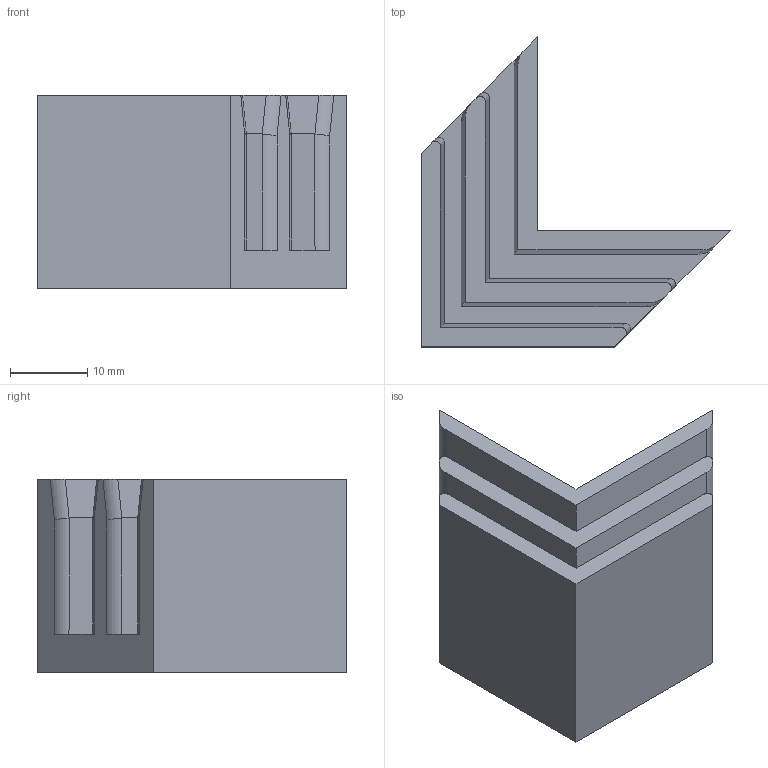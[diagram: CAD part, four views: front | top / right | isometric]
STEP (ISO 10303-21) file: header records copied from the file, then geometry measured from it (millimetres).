
FILE_DESCRIPTION(('FreeCAD Model'),'2;1');
FILE_NAME('Open CASCADE Shape Model','2025-02-04T22:09:26',(''),(''), 'Open CASCADE STEP processor 7.8','FreeCAD','Unknown');
FILE_SCHEMA(('AUTOMOTIVE_DESIGN { 1 0 10303 214 1 1 1 1 }'));
Length unit declared in the file: millimetre
Products named in the file (1): Body
Bounding box: 40 x 40 x 25 mm (x, y, z)
Volume: 13039 mm3; surface area: 8498.3 mm2
Topology: 1 solids, 1 shells, 52 faces, 142 edges, 84 vertices
Faces by surface type: plane 32, cylinder 16, bspline 4
Entity records: 1908 total; most frequent: CARTESIAN_POINT 671, ORIENTED_EDGE 268, DIRECTION 232, EDGE_CURVE 134, LINE 102, VECTOR 102, VERTEX_POINT 84, AXIS2_PLACEMENT_3D 65
